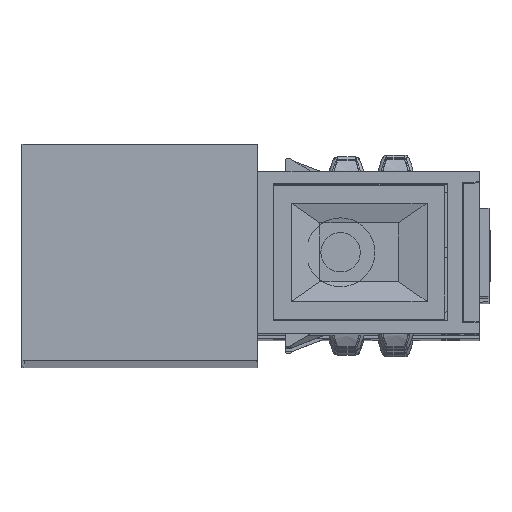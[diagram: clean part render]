
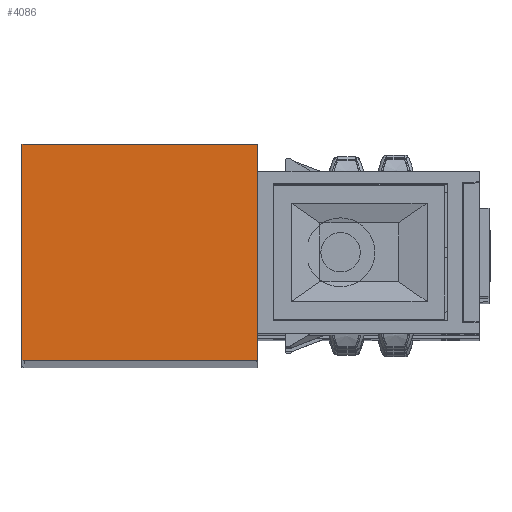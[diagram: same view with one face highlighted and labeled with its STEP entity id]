
A CAD part, top view. The second image highlights one B-rep face of the part: STEP entity #4086.
In plain terms, the highlighted planar face has unit normal (0, 0, 1).
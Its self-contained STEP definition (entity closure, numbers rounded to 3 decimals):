
#168=DIRECTION('',(1.,0.,0.));
#169=VECTOR('',#168,24.);
#170=CARTESIAN_POINT('',(0.,11.,217.5));
#171=LINE('',#170,#169);
#172=DIRECTION('',(0.,-1.,0.));
#173=VECTOR('',#172,22.);
#174=CARTESIAN_POINT('',(24.,11.,217.5));
#175=LINE('',#174,#173);
#176=DIRECTION('',(-1.,0.,0.));
#177=VECTOR('',#176,24.);
#178=CARTESIAN_POINT('',(24.,-11.,217.5));
#179=LINE('',#178,#177);
#180=DIRECTION('',(0.,1.,0.));
#181=VECTOR('',#180,22.);
#182=CARTESIAN_POINT('',(0.,-11.,217.5));
#183=LINE('',#182,#181);
#2878=CARTESIAN_POINT('',(0.,11.,217.5));
#2879=CARTESIAN_POINT('',(24.,11.,217.5));
#2880=VERTEX_POINT('',#2878);
#2881=VERTEX_POINT('',#2879);
#2882=CARTESIAN_POINT('',(24.,-11.,217.5));
#2883=VERTEX_POINT('',#2882);
#2884=CARTESIAN_POINT('',(0.,-11.,217.5));
#2885=VERTEX_POINT('',#2884);
#4073=CARTESIAN_POINT('',(0.,0.,217.5));
#4074=DIRECTION('',(0.,0.,-1.));
#4075=DIRECTION('',(0.,-1.,0.));
#4076=AXIS2_PLACEMENT_3D('',#4073,#4074,#4075);
#4077=PLANE('',#4076);
#4078=ORIENTED_EDGE('',*,*,#3709,.T.);
#4080=ORIENTED_EDGE('',*,*,#4079,.T.);
#4082=ORIENTED_EDGE('',*,*,#4081,.T.);
#4083=ORIENTED_EDGE('',*,*,#4048,.T.);
#4084=EDGE_LOOP('',(#4078,#4080,#4082,#4083));
#4085=FACE_OUTER_BOUND('',#4084,.F.);
#3709=EDGE_CURVE('',#2880,#2881,#171,.T.);
#4048=EDGE_CURVE('',#2885,#2880,#183,.T.);
#4079=EDGE_CURVE('',#2881,#2883,#175,.T.);
#4081=EDGE_CURVE('',#2883,#2885,#179,.T.);
#4086=ADVANCED_FACE('',(#4085),#4077,.F.);
